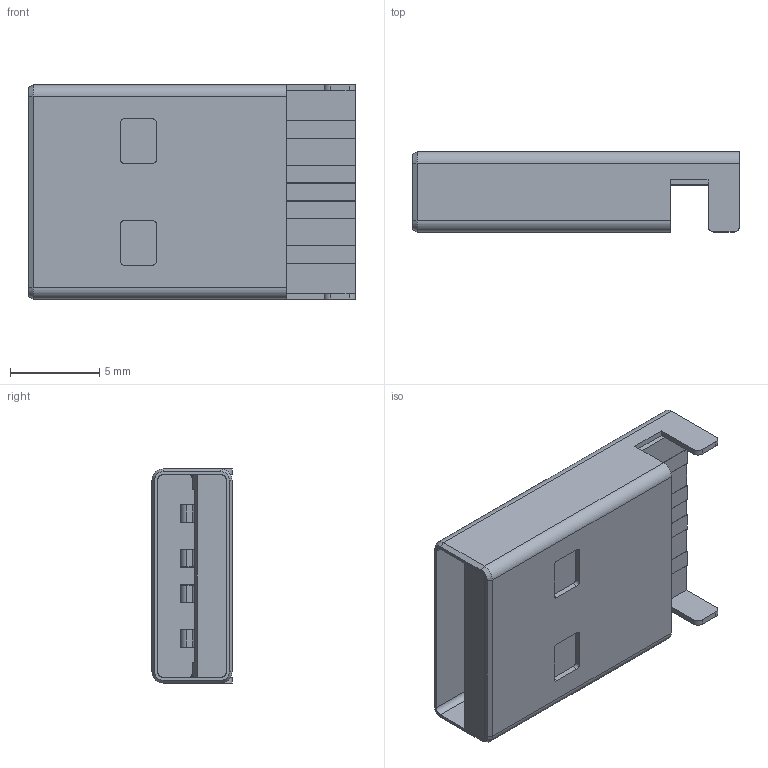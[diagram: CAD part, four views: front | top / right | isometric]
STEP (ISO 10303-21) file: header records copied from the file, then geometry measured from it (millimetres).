
FILE_DESCRIPTION (( 'STEP AP214' ), '1' );
FILE_NAME ('9A057DA2-3803-40AA-92A5-05720FDD357F.STEP', '2008-11-27T13:58:01', ( 'sysAdmin' ), ( 'SolidWorks' ), 'SwSTEP 2.0', 'SolidWorks 2009', '' );
FILE_SCHEMA (( 'AUTOMOTIVE_DESIGN' ));
Length unit declared in the file: millimetre
Products named in the file (1): 9A057DA2-3803-40AA-92A5-05720FDD357F
Bounding box: 18.33 x 4.5 x 12 mm (x, y, z)
Volume: 629.7 mm3; surface area: 1998.6 mm2
Topology: 11 solids, 11 shells, 220 faces, 589 edges, 390 vertices
Faces by surface type: plane 164, cylinder 52, cone 4
Entity records: 7201 total; most frequent: CARTESIAN_POINT 1206, ORIENTED_EDGE 1178, DIRECTION 1135, EDGE_CURVE 589, VECTOR 481, LINE 481, VERTEX_POINT 390, AXIS2_PLACEMENT_3D 327
